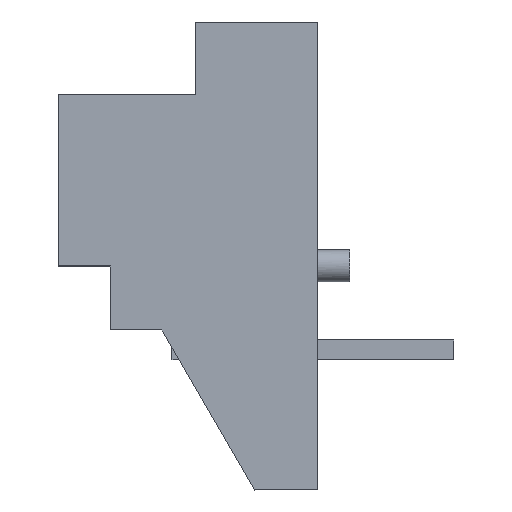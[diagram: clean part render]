
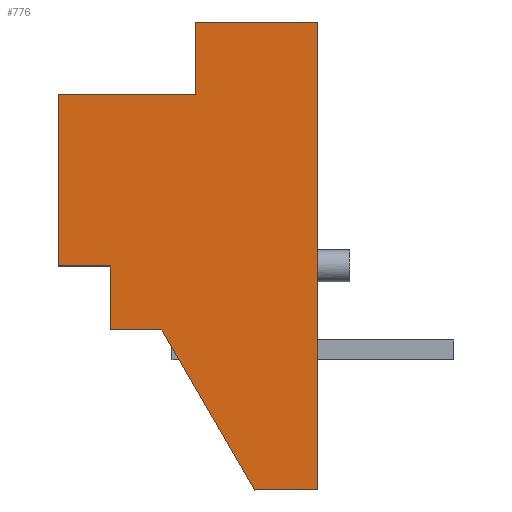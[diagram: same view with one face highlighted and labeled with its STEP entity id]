
A CAD part, left-side view. The second image highlights one B-rep face of the part: STEP entity #776.
In plain terms, the highlighted planar face has unit normal (-1, 0, 0).
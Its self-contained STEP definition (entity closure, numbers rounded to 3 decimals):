
#715=AXIS2_PLACEMENT_3D('Plane Axis2P3D',#712,#713,#714) ;
#517=CARTESIAN_POINT('Vertex',(-6.,3.05,0.)) ;
#520=CARTESIAN_POINT('Line Origine',(-6.,1.525,0.)) ;
#524=CARTESIAN_POINT('Vertex',(-6.,0.,0.)) ;
#596=CARTESIAN_POINT('Vertex',(-6.,6.5,-1.8)) ;
#599=CARTESIAN_POINT('Line Origine',(-6.,4.775,-1.8)) ;
#603=CARTESIAN_POINT('Vertex',(-6.,3.05,-1.8)) ;
#681=CARTESIAN_POINT('Line Origine',(-6.,3.05,-0.9)) ;
#712=CARTESIAN_POINT('Axis2P3D Location',(-6.,0.,0.)) ;
#717=CARTESIAN_POINT('Line Origine',(-6.,5.2,-6.9)) ;
#721=CARTESIAN_POINT('Vertex',(-6.,5.2,-6.1)) ;
#723=CARTESIAN_POINT('Vertex',(-6.,5.2,-7.7)) ;
#726=CARTESIAN_POINT('Line Origine',(-6.,4.55,-7.7)) ;
#730=CARTESIAN_POINT('Vertex',(-6.,3.9,-7.7)) ;
#733=CARTESIAN_POINT('Line Origine',(-6.,2.745,-9.7)) ;
#737=CARTESIAN_POINT('Vertex',(-6.,1.591,-11.7)) ;
#740=CARTESIAN_POINT('Line Origine',(-6.,0.795,-11.7)) ;
#744=CARTESIAN_POINT('Vertex',(-6.,0.,-11.7)) ;
#747=CARTESIAN_POINT('Line Origine',(-6.,0.,-5.85)) ;
#752=CARTESIAN_POINT('Line Origine',(-6.,6.5,-3.95)) ;
#756=CARTESIAN_POINT('Vertex',(-6.,6.5,-6.1)) ;
#759=CARTESIAN_POINT('Line Origine',(-6.,5.85,-6.1)) ;
#521=DIRECTION('Vector Direction',(0.,1.,0.)) ;
#600=DIRECTION('Vector Direction',(0.,1.,0.)) ;
#682=DIRECTION('Vector Direction',(0.,0.,-1.)) ;
#713=DIRECTION('Axis2P3D Direction',(-1.,0.,0.)) ;
#714=DIRECTION('Axis2P3D XDirection',(0.,-1.,0.)) ;
#718=DIRECTION('Vector Direction',(0.,0.,-1.)) ;
#727=DIRECTION('Vector Direction',(0.,-1.,0.)) ;
#734=DIRECTION('Vector Direction',(0.,0.5,0.866)) ;
#741=DIRECTION('Vector Direction',(0.,-1.,0.)) ;
#748=DIRECTION('Vector Direction',(0.,0.,1.)) ;
#753=DIRECTION('Vector Direction',(0.,0.,1.)) ;
#760=DIRECTION('Vector Direction',(0.,1.,0.)) ;
#522=VECTOR('Line Direction',#521,1.) ;
#601=VECTOR('Line Direction',#600,1.) ;
#683=VECTOR('Line Direction',#682,1.) ;
#719=VECTOR('Line Direction',#718,1.) ;
#728=VECTOR('Line Direction',#727,1.) ;
#735=VECTOR('Line Direction',#734,1.) ;
#742=VECTOR('Line Direction',#741,1.) ;
#749=VECTOR('Line Direction',#748,1.) ;
#754=VECTOR('Line Direction',#753,1.) ;
#761=VECTOR('Line Direction',#760,1.) ;
#765=ORIENTED_EDGE('',*,*,#725,.T.) ;
#766=ORIENTED_EDGE('',*,*,#732,.T.) ;
#767=ORIENTED_EDGE('',*,*,#739,.F.) ;
#768=ORIENTED_EDGE('',*,*,#746,.T.) ;
#769=ORIENTED_EDGE('',*,*,#751,.T.) ;
#770=ORIENTED_EDGE('',*,*,#526,.T.) ;
#771=ORIENTED_EDGE('',*,*,#685,.T.) ;
#772=ORIENTED_EDGE('',*,*,#605,.T.) ;
#773=ORIENTED_EDGE('',*,*,#758,.F.) ;
#774=ORIENTED_EDGE('',*,*,#763,.F.) ;
#776=ADVANCED_FACE('',(#775),#716,.T.) ;
#526=EDGE_CURVE('',#525,#518,#523,.T.) ;
#605=EDGE_CURVE('',#604,#597,#602,.T.) ;
#685=EDGE_CURVE('',#518,#604,#684,.T.) ;
#725=EDGE_CURVE('',#722,#724,#720,.T.) ;
#732=EDGE_CURVE('',#724,#731,#729,.T.) ;
#739=EDGE_CURVE('',#738,#731,#736,.T.) ;
#746=EDGE_CURVE('',#738,#745,#743,.T.) ;
#751=EDGE_CURVE('',#745,#525,#750,.T.) ;
#758=EDGE_CURVE('',#757,#597,#755,.T.) ;
#763=EDGE_CURVE('',#722,#757,#762,.T.) ;
#764=EDGE_LOOP('',(#765,#766,#767,#768,#769,#770,#771,#772,#773,#774)) ;
#775=FACE_OUTER_BOUND('',#764,.T.) ;
#523=LINE('Line',#520,#522) ;
#602=LINE('Line',#599,#601) ;
#684=LINE('Line',#681,#683) ;
#720=LINE('Line',#717,#719) ;
#729=LINE('Line',#726,#728) ;
#736=LINE('Line',#733,#735) ;
#743=LINE('Line',#740,#742) ;
#750=LINE('Line',#747,#749) ;
#755=LINE('Line',#752,#754) ;
#762=LINE('Line',#759,#761) ;
#716=PLANE('Plane',#715) ;
#518=VERTEX_POINT('',#517) ;
#525=VERTEX_POINT('',#524) ;
#597=VERTEX_POINT('',#596) ;
#604=VERTEX_POINT('',#603) ;
#722=VERTEX_POINT('',#721) ;
#724=VERTEX_POINT('',#723) ;
#731=VERTEX_POINT('',#730) ;
#738=VERTEX_POINT('',#737) ;
#745=VERTEX_POINT('',#744) ;
#757=VERTEX_POINT('',#756) ;
